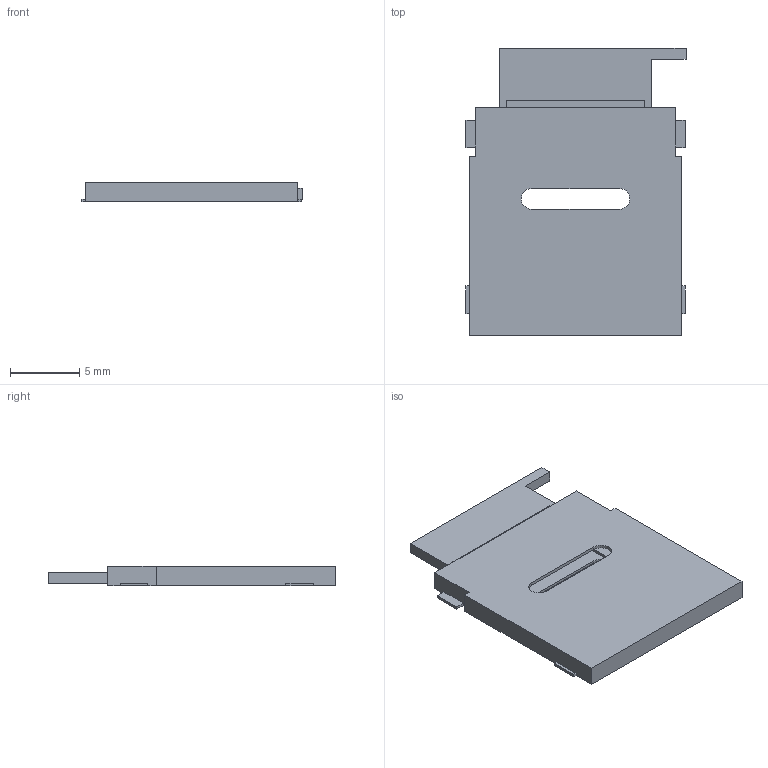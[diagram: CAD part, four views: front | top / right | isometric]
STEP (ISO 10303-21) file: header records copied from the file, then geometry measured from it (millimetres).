
FILE_DESCRIPTION(('FreeCAD Model'),'2;1');
FILE_NAME('Open CASCADE Shape Model','2023-01-04T21:23:06',('Author'),( ''),'Open CASCADE STEP processor 7.5','FreeCAD','Unknown');
FILE_SCHEMA(('AUTOMOTIVE_DESIGN { 1 0 10303 214 1 1 1 1 }'));
Length unit declared in the file: millimetre
Products named in the file (1): Body
Bounding box: 15.94 x 20.8 x 1.44 mm (x, y, z)
Volume: 233.5 mm3; surface area: 1143.1 mm2
Topology: 1 solids, 1 shells, 67 faces, 176 edges, 114 vertices
Faces by surface type: plane 59, cylinder 8
Entity records: 4374 total; most frequent: CARTESIAN_POINT 770, DIRECTION 670, LINE 496, VECTOR 496, ORIENTED_EDGE 352, PCURVE 352, DEFINITIONAL_REPRESENTATION 352, EDGE_CURVE 176
